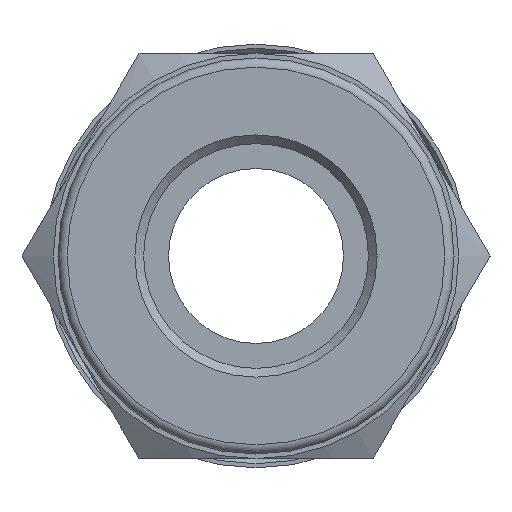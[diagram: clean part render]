
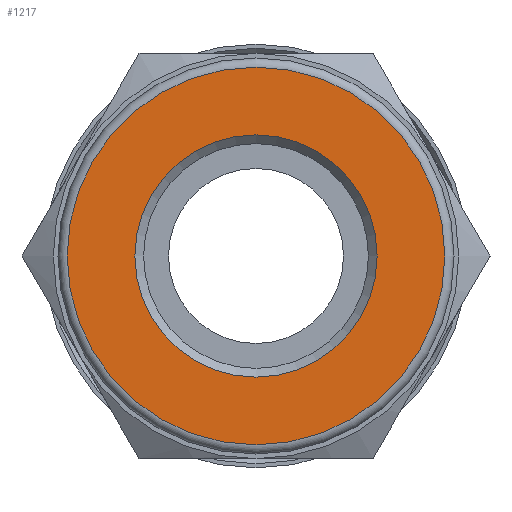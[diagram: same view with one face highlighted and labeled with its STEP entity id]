
A CAD part, left-side view. The second image highlights one B-rep face of the part: STEP entity #1217.
In plain terms, the highlighted planar face has unit normal (-1, 0, 0).
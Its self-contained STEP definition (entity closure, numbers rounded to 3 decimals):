
#32=FACE_BOUND('',#286,.T.);
#72=CIRCLE('',#1352,6.575);
#73=CIRCLE('',#1354,10.25);
#199=FACE_OUTER_BOUND('',#285,.T.);
#285=EDGE_LOOP('',(#967));
#286=EDGE_LOOP('',(#968));
#554=VERTEX_POINT('',#2092);
#555=VERTEX_POINT('',#2096);
#703=EDGE_CURVE('',#554,#554,#72,.T.);
#704=EDGE_CURVE('',#555,#555,#73,.T.);
#967=ORIENTED_EDGE('',*,*,#704,.F.);
#968=ORIENTED_EDGE('',*,*,#703,.T.);
#1162=PLANE('',#1353);
#1217=ADVANCED_FACE('',(#199,#32),#1162,.T.);
#1352=AXIS2_PLACEMENT_3D('',#2094,#1602,#1603);
#1353=AXIS2_PLACEMENT_3D('',#2095,#1604,#1605);
#1354=AXIS2_PLACEMENT_3D('',#2097,#1606,#1607);
#1602=DIRECTION('center_axis',(1.,0.,0.));
#1603=DIRECTION('ref_axis',(0.,0.,-1.));
#1604=DIRECTION('center_axis',(-1.,0.,0.));
#1605=DIRECTION('ref_axis',(0.,0.,1.));
#1606=DIRECTION('center_axis',(1.,0.,0.));
#1607=DIRECTION('ref_axis',(0.,0.,-1.));
#2092=CARTESIAN_POINT('',(0.001,-6.575,0.));
#2094=CARTESIAN_POINT('Origin',(0.001,0.,
0.));
#2095=CARTESIAN_POINT('Origin',(0.001,10.25,0.));
#2096=CARTESIAN_POINT('',(0.001,0.,10.25));
#2097=CARTESIAN_POINT('Origin',(0.001,0.,
0.));
